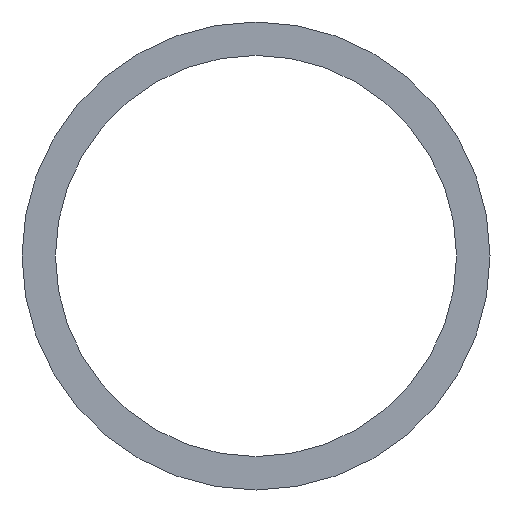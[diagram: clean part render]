
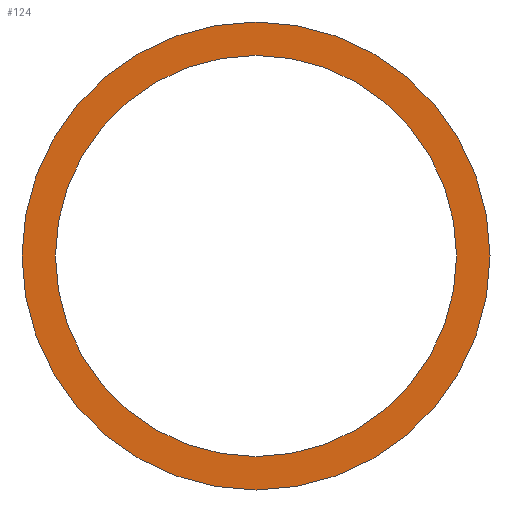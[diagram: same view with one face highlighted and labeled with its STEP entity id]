
A CAD part, front view. The second image highlights one B-rep face of the part: STEP entity #124.
In plain terms, the highlighted planar face has unit normal (0, -1, 0).
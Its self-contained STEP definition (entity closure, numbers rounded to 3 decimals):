
#12 = DIRECTION ( 'NONE',  ( 0., 1., 0. ) ) ;
#18 = DIRECTION ( 'NONE',  ( 0., 0., 1. ) ) ;
#21 = FACE_BOUND ( 'NONE', #141, .T. ) ;
#29 = DIRECTION ( 'NONE',  ( 0., 1., 0. ) ) ;
#33 = ORIENTED_EDGE ( 'NONE', *, *, #44, .F. ) ;
#34 = CARTESIAN_POINT ( 'NONE',  ( 0., 0., 0. ) ) ;
#39 = PLANE ( 'NONE',  #55 ) ;
#41 = ORIENTED_EDGE ( 'NONE', *, *, #191, .T. ) ;
#44 = EDGE_CURVE ( 'NONE', #70, #179, #115, .T. ) ;
#55 = AXIS2_PLACEMENT_3D ( 'NONE', #67, #207, #227 ) ;
#67 = CARTESIAN_POINT ( 'NONE',  ( 0., 0., 0. ) ) ;
#70 = VERTEX_POINT ( 'NONE', #98 ) ;
#82 = DIRECTION ( 'NONE',  ( 0., 0., 1. ) ) ;
#86 = CARTESIAN_POINT ( 'NONE',  ( 0., 0., 7. ) ) ;
#89 = CARTESIAN_POINT ( 'NONE',  ( 0., 0., -6. ) ) ;
#98 = CARTESIAN_POINT ( 'NONE',  ( 0., 0., -7. ) ) ;
#102 = CARTESIAN_POINT ( 'NONE',  ( 0., 0., 0. ) ) ;
#106 = FACE_OUTER_BOUND ( 'NONE', #236, .T. ) ;
#115 = CIRCLE ( 'NONE', #218, 7. ) ;
#122 = DIRECTION ( 'NONE',  ( 0., 1., 0. ) ) ;
#124 = ADVANCED_FACE ( 'NONE', ( #106, #21 ), #39, .F. ) ;
#126 = AXIS2_PLACEMENT_3D ( 'NONE', #102, #163, #167 ) ;
#137 = VERTEX_POINT ( 'NONE', #89 ) ;
#141 = EDGE_LOOP ( 'NONE', ( #41, #153 ) ) ;
#151 = CIRCLE ( 'NONE', #209, 7. ) ;
#153 = ORIENTED_EDGE ( 'NONE', *, *, #205, .T. ) ;
#163 = DIRECTION ( 'NONE',  ( 0., 1., 0. ) ) ;
#166 = CIRCLE ( 'NONE', #126, 6. ) ;
#167 = DIRECTION ( 'NONE',  ( 0., 0., 1. ) ) ;
#168 = VERTEX_POINT ( 'NONE', #189 ) ;
#177 = DIRECTION ( 'NONE',  ( 0., 0., 1. ) ) ;
#179 = VERTEX_POINT ( 'NONE', #86 ) ;
#180 = CIRCLE ( 'NONE', #249, 6. ) ;
#189 = CARTESIAN_POINT ( 'NONE',  ( 0., 0., 6. ) ) ;
#191 = EDGE_CURVE ( 'NONE', #137, #168, #166, .T. ) ;
#196 = ORIENTED_EDGE ( 'NONE', *, *, #238, .F. ) ;
#205 = EDGE_CURVE ( 'NONE', #168, #137, #180, .T. ) ;
#207 = DIRECTION ( 'NONE',  ( 0., 1., 0. ) ) ;
#209 = AXIS2_PLACEMENT_3D ( 'NONE', #219, #29, #177 ) ;
#218 = AXIS2_PLACEMENT_3D ( 'NONE', #34, #12, #82 ) ;
#219 = CARTESIAN_POINT ( 'NONE',  ( 0., 0., 0. ) ) ;
#227 = DIRECTION ( 'NONE',  ( 0., 0., 1. ) ) ;
#236 = EDGE_LOOP ( 'NONE', ( #33, #196 ) ) ;
#238 = EDGE_CURVE ( 'NONE', #179, #70, #151, .T. ) ;
#248 = CARTESIAN_POINT ( 'NONE',  ( 0., 0., 0. ) ) ;
#249 = AXIS2_PLACEMENT_3D ( 'NONE', #248, #122, #18 ) ;
